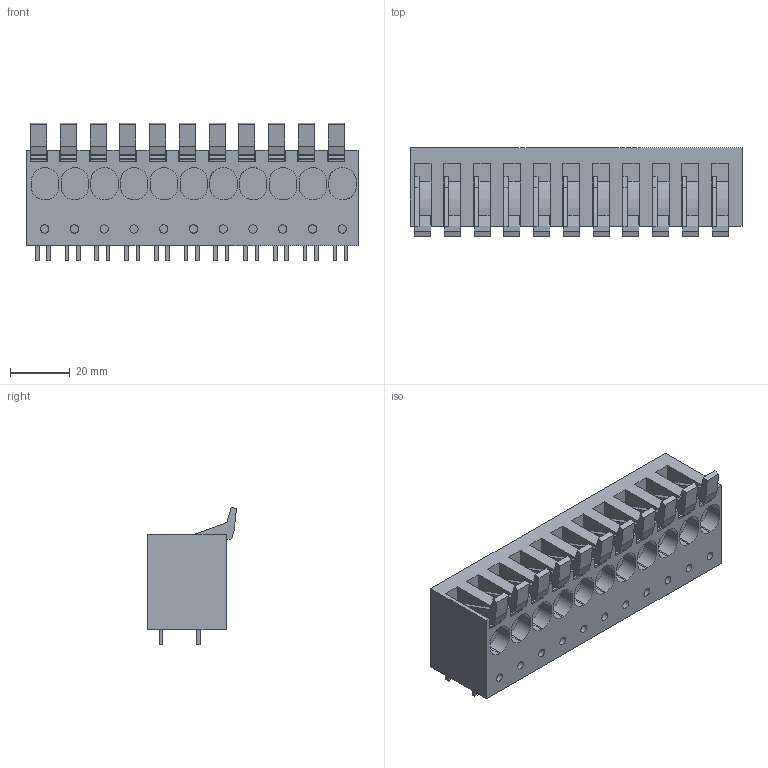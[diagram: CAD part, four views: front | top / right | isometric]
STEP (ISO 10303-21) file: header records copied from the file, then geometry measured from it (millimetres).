
FILE_DESCRIPTION(('CATIA V5 STEP Exchange','CAx-IF Rec.Pracs.--- Model Styling and Organization---1.2---2011-12-15'),'2;1');
FILE_NAME ('D1461233_0', '2018-04-17T10:11:05+00:00', ('none'), ('Weidmueller'), 'CATIA Version 5-6 Release 2014', 'CATIA V5 STEP AP214', 'none');
FILE_SCHEMA(('AUTOMOTIVE_DESIGN { 1 0 10303 214 1 1 1 1 }'));
Length unit declared in the file: millimetre
Products named in the file (1): 1988690000
Bounding box: 111.58 x 29.9 x 46.24 mm (x, y, z)
Volume: 81706.5 mm3; surface area: 28973.1 mm2
Topology: 34 solids, 34 shells, 870 faces, 2457 edges, 1688 vertices
Faces by surface type: plane 622, cylinder 248
Entity records: 28639 total; most frequent: CARTESIAN_POINT 6779, ORIENTED_EDGE 4914, DIRECTION 3438, EDGE_CURVE 2457, VECTOR 1975, LINE 1975, VERTEX_POINT 1688, EDGE_LOOP 903
